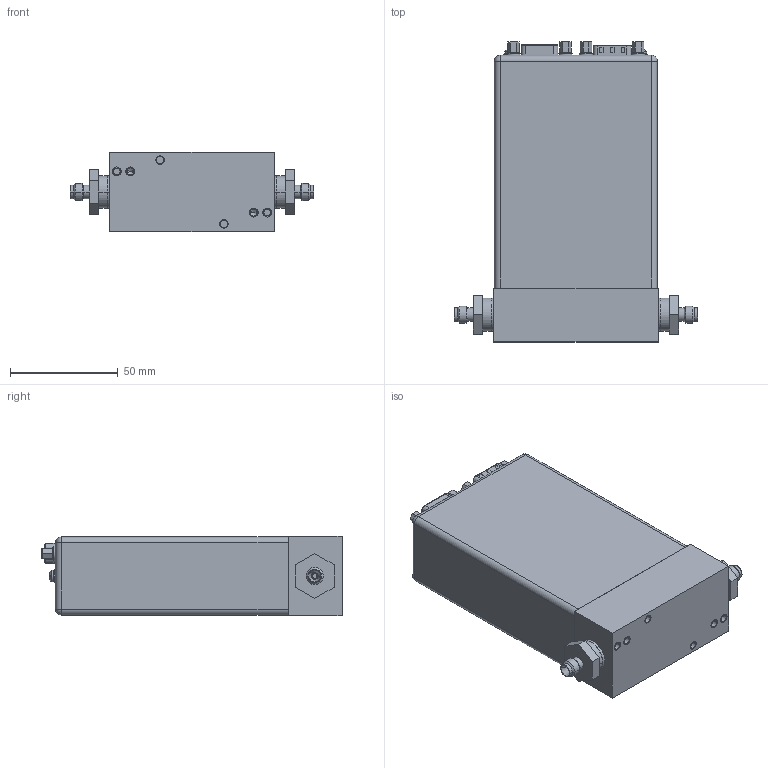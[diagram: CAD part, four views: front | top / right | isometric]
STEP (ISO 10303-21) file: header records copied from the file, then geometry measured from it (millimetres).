
FILE_DESCRIPTION((''),'2;1');
FILE_NAME('GE50A_PROFIBUS_4VCR_ASM','2014-09-25T',('cockrofm'),(''),'PRO/ENGINEER BY PARAMETRIC TECHNOLOGY CORPORATION, 2011490','PRO/ENGINEER BY PARAMETRIC TECHNOLOGY CORPORATION, 2011490','');
FILE_SCHEMA(('CONFIG_CONTROL_DESIGN'));
Length unit declared in the file: inch
Products named in the file (13): 4VCR_ASM_17_ASM; PRT0060; PRT0061; PRT0062; PRT0063; PRT0064; PRT0065; PRT0066; PRT0067; PROFIBUS_4VCR_ASM_1_ASM; 119085-P1_DUMMY_BLANK; 1051904_FITTING; GE50A_PROFIBUS_4VCR_ASM
Assembly tree (20 placements, depth 3):
  GE50A_PROFIBUS_4VCR_ASM
    PROFIBUS_4VCR_ASM_1_ASM
      4VCR_ASM_17_ASM
      PRT0060
      PRT0061
      PRT0062
      PRT0063  x4
      PRT0064  x4
      PRT0065  x2
      PRT0066
      PRT0067
    119085-P1_DUMMY_BLANK
    1051904_FITTING  x2
Bounding box: 112.78 x 139.17 x 36.83 mm (x, y, z)
Volume: 104625.3 mm3; surface area: 79776.6 mm2
Topology: 18 solids, 24 shells, 1180 faces, 2758 edges, 1737 vertices
Faces by surface type: plane 505, cylinder 431, extrusion 88, torus 76, cone 52, sphere 18, bspline 10
Entity records: 30214 total; most frequent: CARTESIAN_POINT 7405, DIRECTION 4919, ORIENTED_EDGE 4440, EDGE_CURVE 2230, AXIS2_PLACEMENT_3D 1857, VERTEX_POINT 1434, VECTOR 1205, LINE 1137
